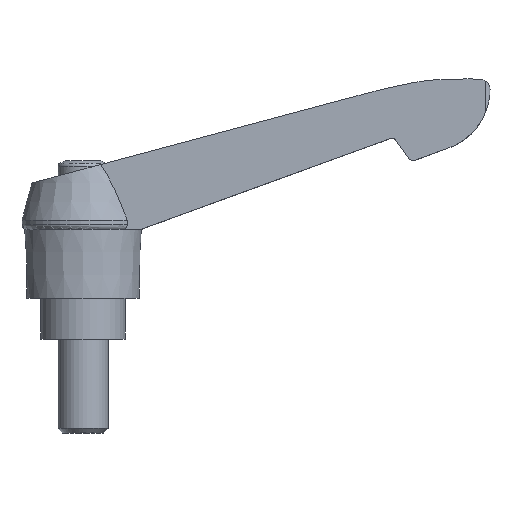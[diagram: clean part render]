
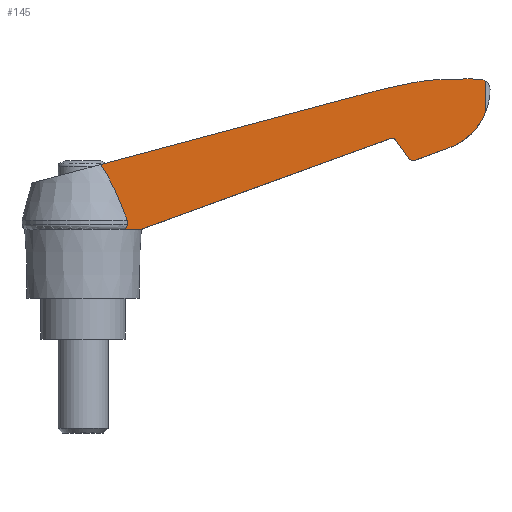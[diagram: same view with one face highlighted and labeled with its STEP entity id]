
A CAD part, top view. The second image highlights one B-rep face of the part: STEP entity #145.
In plain terms, the highlighted planar face has unit normal (0.034, 0, 0.999).
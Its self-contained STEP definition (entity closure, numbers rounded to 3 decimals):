
#145 = ADVANCED_FACE( '', ( #350 ), #351, .F. );
#350 = FACE_OUTER_BOUND( '', #616, .T. );
#351 = PLANE( '', #617 );
#616 = EDGE_LOOP( '', ( #1000, #1001, #1002, #1003, #1004, #1005, #1006, #1007, #1008, #1009, #1010, #1011, #1012, #1013, #1014, #1015 ) );
#617 = AXIS2_PLACEMENT_3D( '', #1016, #1017, #1018 );
#1000 = ORIENTED_EDGE( '', *, *, #1660, .F. );
#1001 = ORIENTED_EDGE( '', *, *, #1580, .T. );
#1002 = ORIENTED_EDGE( '', *, *, #1692, .F. );
#1003 = ORIENTED_EDGE( '', *, *, #1693, .F. );
#1004 = ORIENTED_EDGE( '', *, *, #1694, .T. );
#1005 = ORIENTED_EDGE( '', *, *, #1695, .F. );
#1006 = ORIENTED_EDGE( '', *, *, #1667, .F. );
#1007 = ORIENTED_EDGE( '', *, *, #1696, .F. );
#1008 = ORIENTED_EDGE( '', *, *, #1697, .F. );
#1009 = ORIENTED_EDGE( '', *, *, #1698, .F. );
#1010 = ORIENTED_EDGE( '', *, *, #1600, .F. );
#1011 = ORIENTED_EDGE( '', *, *, #1699, .F. );
#1012 = ORIENTED_EDGE( '', *, *, #1700, .F. );
#1013 = ORIENTED_EDGE( '', *, *, #1701, .F. );
#1014 = ORIENTED_EDGE( '', *, *, #1702, .F. );
#1015 = ORIENTED_EDGE( '', *, *, #1703, .F. );
#1016 = CARTESIAN_POINT( '', ( 0., 46.5, 6.943 ) );
#1017 = DIRECTION( '', ( -0.034, 0., -0.999 ) );
#1018 = DIRECTION( '', ( -0.999, 0., 0.034 ) );
#1580 = EDGE_CURVE( '', #1879, #1880, #1881, .T. );
#1600 = EDGE_CURVE( '', #1914, #1916, #1917, .T. );
#1660 = EDGE_CURVE( '', #1879, #2020, #2021, .T. );
#1667 = EDGE_CURVE( '', #2031, #2026, #2033, .T. );
#1692 = EDGE_CURVE( '', #2072, #1880, #2073, .T. );
#1693 = EDGE_CURVE( '', #2074, #2072, #2075, .T. );
#1694 = EDGE_CURVE( '', #2074, #2076, #2077, .T. );
#1695 = EDGE_CURVE( '', #2026, #2076, #2078, .T. );
#1696 = EDGE_CURVE( '', #2079, #2031, #2080, .T. );
#1697 = EDGE_CURVE( '', #2081, #2079, #2082, .T. );
#1698 = EDGE_CURVE( '', #1916, #2081, #2083, .T. );
#1699 = EDGE_CURVE( '', #2084, #1914, #2085, .T. );
#1700 = EDGE_CURVE( '', #2086, #2084, #2087, .T. );
#1701 = EDGE_CURVE( '', #2088, #2086, #2089, .T. );
#1702 = EDGE_CURVE( '', #2090, #2088, #2091, .T. );
#1703 = EDGE_CURVE( '', #2020, #2090, #2092, .T. );
#1879 = VERTEX_POINT( '', #2323 );
#1880 = VERTEX_POINT( '', #2324 );
#1881 = B_SPLINE_CURVE_WITH_KNOTS( '', 3, ( #2325, #2326, #2327, #2328, #2329, #2330 ), .UNSPECIFIED., .F., .F., ( 4, 2, 4 ), ( 0., 0.001, 0.001 ), .UNSPECIFIED. );
#1914 = VERTEX_POINT( '', #2382 );
#1916 = VERTEX_POINT( '', #2385 );
#1917 = ELLIPSE( '', #2386, 1.601, 1.6 );
#2020 = VERTEX_POINT( '', #2530 );
#2021 = LINE( '', #2531, #2532 );
#2026 = VERTEX_POINT( '', #2538 );
#2031 = VERTEX_POINT( '', #2544 );
#2033 = ELLIPSE( '', #2547, 1.001, 1. );
#2072 = VERTEX_POINT( '', #2594 );
#2073 = LINE( '', #2595, #2596 );
#2074 = VERTEX_POINT( '', #2597 );
#2075 = LINE( '', #2598, #2599 );
#2076 = VERTEX_POINT( '', #2600 );
#2077 = ELLIPSE( '', #2601, 0.7, 0.7 );
#2078 = LINE( '', #2602, #2603 );
#2079 = VERTEX_POINT( '', #2604 );
#2080 = LINE( '', #2605, #2606 );
#2081 = VERTEX_POINT( '', #2607 );
#2082 = ELLIPSE( '', #2608, 10.006, 10. );
#2083 = LINE( '', #2609, #2610 );
#2084 = VERTEX_POINT( '', #2611 );
#2085 = ELLIPSE( '', #2612, 35.02, 35. );
#2086 = VERTEX_POINT( '', #2613 );
#2087 = ELLIPSE( '', #2614, 35.02, 35. );
#2088 = VERTEX_POINT( '', #2615 );
#2089 = ELLIPSE( '', #2616, 141.08, 141. );
#2090 = VERTEX_POINT( '', #2617 );
#2091 = LINE( '', #2618, #2619 );
#2092 = B_SPLINE_CURVE_WITH_KNOTS( '', 3, ( #2620, #2621, #2622, #2623, #2624, #2625, #2626, #2627, #2628, #2629, #2630, #2631 ), .UNSPECIFIED., .F., .F., ( 4, 2, 2, 2, 2, 4 ), ( 0., 0.002, 0.005, 0.007, 0.009, 0.01 ), .UNSPECIFIED. );
#2323 = CARTESIAN_POINT( '', ( 7.079, 18.24, 6.704 ) );
#2324 = CARTESIAN_POINT( '', ( 6.456, 17.5, 6.725 ) );
#2325 = CARTESIAN_POINT( '', ( 7.079, 18.24, 6.704 ) );
#2326 = CARTESIAN_POINT( '', ( 7.06, 18.071, 6.705 ) );
#2327 = CARTESIAN_POINT( '', ( 6.979, 17.916, 6.707 ) );
#2328 = CARTESIAN_POINT( '', ( 6.752, 17.666, 6.715 ) );
#2329 = CARTESIAN_POINT( '', ( 6.61, 17.571, 6.72 ) );
#2330 = CARTESIAN_POINT( '', ( 6.456, 17.5, 6.725 ) );
#2382 = CARTESIAN_POINT( '', ( 63.6, 41.487, 4.797 ) );
#2385 = CARTESIAN_POINT( '', ( 64.324, 41.207, 4.773 ) );
#2386 = AXIS2_PLACEMENT_3D( '', #3068, #3069, #3070 );
#2530 = CARTESIAN_POINT( '', ( 7.079, 19., 6.704 ) );
#2531 = CARTESIAN_POINT( '', ( 7.079, 55.578, 6.704 ) );
#2532 = VECTOR( '', #3154, 1000. );
#2538 = CARTESIAN_POINT( '', ( 51.927, 28.962, 5.191 ) );
#2544 = CARTESIAN_POINT( '', ( 53.088, 28.596, 5.152 ) );
#2547 = AXIS2_PLACEMENT_3D( '', #3164, #3165, #3166 );
#2594 = CARTESIAN_POINT( '', ( 9.2, 17.5, 6.633 ) );
#2595 = CARTESIAN_POINT( '', ( -0.095, 17.5, 6.946 ) );
#2596 = VECTOR( '', #3205, 1000. );
#2597 = CARTESIAN_POINT( '', ( 49.14, 32.037, 5.285 ) );
#2598 = CARTESIAN_POINT( '', ( 9.107, 17.466, 6.636 ) );
#2599 = VECTOR( '', #3206, 1000. );
#2600 = CARTESIAN_POINT( '', ( 49.953, 31.781, 5.258 ) );
#2601 = AXIS2_PLACEMENT_3D( '', #3207, #3208, #3209 );
#2602 = CARTESIAN_POINT( '', ( 49.903, 31.852, 5.259 ) );
#2603 = VECTOR( '', #3210, 1000. );
#2604 = CARTESIAN_POINT( '', ( 57.9, 30.347, 4.99 ) );
#2605 = CARTESIAN_POINT( '', ( 52.951, 28.546, 5.156 ) );
#2606 = VECTOR( '', #3211, 1000. );
#2607 = CARTESIAN_POINT( '', ( 64.324, 36.302, 4.773 ) );
#2608 = AXIS2_PLACEMENT_3D( '', #3212, #3213, #3214 );
#2609 = CARTESIAN_POINT( '', ( 64.324, 46.5, 4.773 ) );
#2610 = VECTOR( '', #3215, 1000. );
#2611 = CARTESIAN_POINT( '', ( 59.7, 41.5, 4.929 ) );
#2612 = AXIS2_PLACEMENT_3D( '', #3216, #3217, #3218 );
#2613 = CARTESIAN_POINT( '', ( 53., 41., 5.155 ) );
#2614 = AXIS2_PLACEMENT_3D( '', #3219, #3220, #3221 );
#2615 = CARTESIAN_POINT( '', ( 43.4, 38.746, 5.479 ) );
#2616 = AXIS2_PLACEMENT_3D( '', #3222, #3223, #3224 );
#2617 = CARTESIAN_POINT( '', ( 2.77, 27.859, 6.849 ) );
#2618 = CARTESIAN_POINT( '', ( 43.266, 38.71, 5.483 ) );
#2619 = VECTOR( '', #3225, 1000. );
#2620 = CARTESIAN_POINT( '', ( 7.079, 19., 6.704 ) );
#2621 = CARTESIAN_POINT( '', ( 6.787, 19.77, 6.714 ) );
#2622 = CARTESIAN_POINT( '', ( 6.487, 20.537, 6.724 ) );
#2623 = CARTESIAN_POINT( '', ( 5.863, 22.061, 6.745 ) );
#2624 = CARTESIAN_POINT( '', ( 5.539, 22.819, 6.756 ) );
#2625 = CARTESIAN_POINT( '', ( 4.854, 24.317, 6.779 ) );
#2626 = CARTESIAN_POINT( '', ( 4.492, 25.057, 6.791 ) );
#2627 = CARTESIAN_POINT( '', ( 3.899, 26.141, 6.811 ) );
#2628 = CARTESIAN_POINT( '', ( 3.693, 26.497, 6.818 ) );
#2629 = CARTESIAN_POINT( '', ( 3.254, 27.194, 6.833 ) );
#2630 = CARTESIAN_POINT( '', ( 3.022, 27.535, 6.841 ) );
#2631 = CARTESIAN_POINT( '', ( 2.77, 27.859, 6.849 ) );
#3068 = CARTESIAN_POINT( '', ( 63.4, 39.9, 4.804 ) );
#3069 = DIRECTION( '', ( -0.034, 0., -0.999 ) );
#3070 = DIRECTION( '', ( 0.999, 0., -0.034 ) );
#3154 = DIRECTION( '', ( 0., 1., 0. ) );
#3164 = CARTESIAN_POINT( '', ( 52.746, 29.535, 5.163 ) );
#3165 = DIRECTION( '', ( -0.034, 0., -0.999 ) );
#3166 = DIRECTION( '', ( 0.999, 0., -0.034 ) );
#3205 = DIRECTION( '', ( -0.999, 0., 0.034 ) );
#3206 = DIRECTION( '', ( -0.939, -0.342, 0.032 ) );
#3207 = CARTESIAN_POINT( '', ( 49.38, 31.379, 5.277 ) );
#3208 = DIRECTION( '', ( -0.034, 0., -0.999 ) );
#3209 = DIRECTION( '', ( 0.999, 0., -0.034 ) );
#3210 = DIRECTION( '', ( -0.573, 0.819, 0.019 ) );
#3211 = DIRECTION( '', ( -0.939, -0.342, 0.032 ) );
#3212 = CARTESIAN_POINT( '', ( 55., 39.917, 5.087 ) );
#3213 = DIRECTION( '', ( -0.034, 0., -0.999 ) );
#3214 = DIRECTION( '', ( 0.999, 0., -0.034 ) );
#3215 = DIRECTION( '', ( 0., -1., 0. ) );
#3216 = CARTESIAN_POINT( '', ( 61.538, 6.548, 4.867 ) );
#3217 = DIRECTION( '', ( -0.034, 0., -0.999 ) );
#3218 = DIRECTION( '', ( 0.999, 0., -0.034 ) );
#3219 = CARTESIAN_POINT( '', ( 58.943, 6.508, 4.954 ) );
#3220 = DIRECTION( '', ( -0.034, 0., -0.999 ) );
#3221 = DIRECTION( '', ( 0.999, 0., -0.034 ) );
#3222 = CARTESIAN_POINT( '', ( 80.407, -97.311, 4.23 ) );
#3223 = DIRECTION( '', ( -0.034, 0., -0.999 ) );
#3224 = DIRECTION( '', ( 0.999, 0., -0.034 ) );
#3225 = DIRECTION( '', ( 0.965, 0.259, -0.033 ) );
